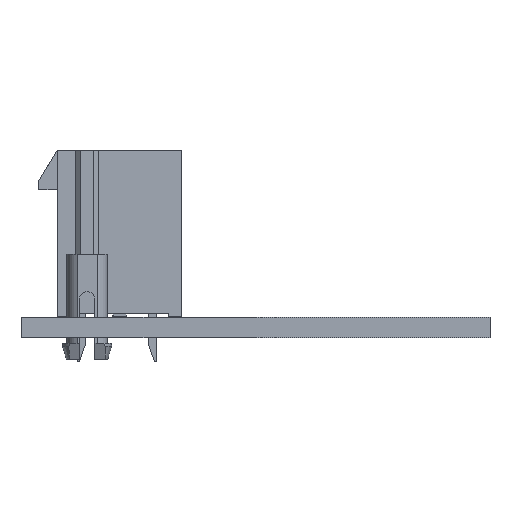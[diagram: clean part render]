
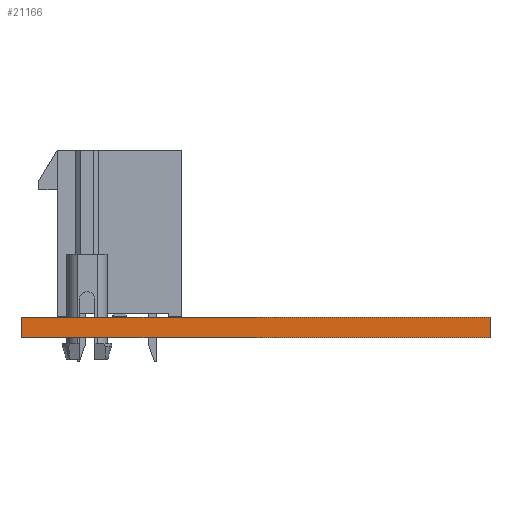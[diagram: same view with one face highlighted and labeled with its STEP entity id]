
A CAD part, front view. The second image highlights one B-rep face of the part: STEP entity #21166.
In plain terms, the highlighted planar face has unit normal (0, -1, 0).
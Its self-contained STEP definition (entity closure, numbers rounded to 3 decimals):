
#16426 = PLANE('',#16427);
#16427 = AXIS2_PLACEMENT_3D('',#16428,#16429,#16430);
#16428 = CARTESIAN_POINT('',(36.,0.,0.));
#16429 = DIRECTION('',(-1.,0.,0.));
#16430 = DIRECTION('',(0.,1.,0.));
#16454 = PLANE('',#16455);
#16455 = AXIS2_PLACEMENT_3D('',#16456,#16457,#16458);
#16456 = CARTESIAN_POINT('',(18.,25.5,1.6));
#16457 = DIRECTION('',(0.,0.,1.));
#16458 = DIRECTION('',(1.,0.,-0.));
#16482 = PLANE('',#16483);
#16483 = AXIS2_PLACEMENT_3D('',#16484,#16485,#16486);
#16484 = CARTESIAN_POINT('',(0.,51.,0.));
#16485 = DIRECTION('',(1.,0.,-0.));
#16486 = DIRECTION('',(0.,-1.,0.));
#16508 = PLANE('',#16509);
#16509 = AXIS2_PLACEMENT_3D('',#16510,#16511,#16512);
#16510 = CARTESIAN_POINT('',(18.,25.5,0.));
#16511 = DIRECTION('',(0.,0.,1.));
#16512 = DIRECTION('',(1.,0.,-0.));
#16523 = EDGE_CURVE('',#16524,#16526,#16528,.T.);
#16524 = VERTEX_POINT('',#16525);
#16525 = CARTESIAN_POINT('',(36.,-0.,0.));
#16526 = VERTEX_POINT('',#16527);
#16527 = CARTESIAN_POINT('',(36.,0.,1.6));
#16528 = SURFACE_CURVE('',#16529,(#16533,#16540),.PCURVE_S1.);
#16529 = LINE('',#16530,#16531);
#16530 = CARTESIAN_POINT('',(36.,-0.,0.));
#16531 = VECTOR('',#16532,1.);
#16532 = DIRECTION('',(0.,0.,1.));
#16533 = PCURVE('',#16426,#16534);
#16534 = DEFINITIONAL_REPRESENTATION('',(#16535),#16539);
#16535 = LINE('',#16536,#16537);
#16536 = CARTESIAN_POINT('',(0.,0.));
#16537 = VECTOR('',#16538,1.);
#16538 = DIRECTION('',(0.,-1.));
#16539 = ( GEOMETRIC_REPRESENTATION_CONTEXT(2) 
PARAMETRIC_REPRESENTATION_CONTEXT() REPRESENTATION_CONTEXT('2D SPACE',''
  ) );
#16540 = PCURVE('',#16541,#16546);
#16541 = PLANE('',#16542);
#16542 = AXIS2_PLACEMENT_3D('',#16543,#16544,#16545);
#16543 = CARTESIAN_POINT('',(0.,0.,0.));
#16544 = DIRECTION('',(0.,1.,0.));
#16545 = DIRECTION('',(1.,0.,0.));
#16546 = DEFINITIONAL_REPRESENTATION('',(#16547),#16551);
#16547 = LINE('',#16548,#16549);
#16548 = CARTESIAN_POINT('',(36.,0.));
#16549 = VECTOR('',#16550,1.);
#16550 = DIRECTION('',(0.,-1.));
#16551 = ( GEOMETRIC_REPRESENTATION_CONTEXT(2) 
PARAMETRIC_REPRESENTATION_CONTEXT() REPRESENTATION_CONTEXT('2D SPACE',''
  ) );
#16601 = VERTEX_POINT('',#16602);
#16602 = CARTESIAN_POINT('',(0.,0.,1.6));
#16623 = EDGE_CURVE('',#16624,#16601,#16626,.T.);
#16624 = VERTEX_POINT('',#16625);
#16625 = CARTESIAN_POINT('',(0.,-0.,0.));
#16626 = SURFACE_CURVE('',#16627,(#16631,#16638),.PCURVE_S1.);
#16627 = LINE('',#16628,#16629);
#16628 = CARTESIAN_POINT('',(0.,-0.,0.));
#16629 = VECTOR('',#16630,1.);
#16630 = DIRECTION('',(0.,0.,1.));
#16631 = PCURVE('',#16482,#16632);
#16632 = DEFINITIONAL_REPRESENTATION('',(#16633),#16637);
#16633 = LINE('',#16634,#16635);
#16634 = CARTESIAN_POINT('',(51.,0.));
#16635 = VECTOR('',#16636,1.);
#16636 = DIRECTION('',(0.,-1.));
#16637 = ( GEOMETRIC_REPRESENTATION_CONTEXT(2) 
PARAMETRIC_REPRESENTATION_CONTEXT() REPRESENTATION_CONTEXT('2D SPACE',''
  ) );
#16638 = PCURVE('',#16541,#16639);
#16639 = DEFINITIONAL_REPRESENTATION('',(#16640),#16644);
#16640 = LINE('',#16641,#16642);
#16641 = CARTESIAN_POINT('',(0.,0.));
#16642 = VECTOR('',#16643,1.);
#16643 = DIRECTION('',(0.,-1.));
#16644 = ( GEOMETRIC_REPRESENTATION_CONTEXT(2) 
PARAMETRIC_REPRESENTATION_CONTEXT() REPRESENTATION_CONTEXT('2D SPACE',''
  ) );
#16672 = EDGE_CURVE('',#16624,#16524,#16673,.T.);
#16673 = SURFACE_CURVE('',#16674,(#16678,#16685),.PCURVE_S1.);
#16674 = LINE('',#16675,#16676);
#16675 = CARTESIAN_POINT('',(0.,-0.,0.));
#16676 = VECTOR('',#16677,1.);
#16677 = DIRECTION('',(1.,0.,0.));
#16678 = PCURVE('',#16508,#16679);
#16679 = DEFINITIONAL_REPRESENTATION('',(#16680),#16684);
#16680 = LINE('',#16681,#16682);
#16681 = CARTESIAN_POINT('',(-18.,-25.5));
#16682 = VECTOR('',#16683,1.);
#16683 = DIRECTION('',(1.,0.));
#16684 = ( GEOMETRIC_REPRESENTATION_CONTEXT(2) 
PARAMETRIC_REPRESENTATION_CONTEXT() REPRESENTATION_CONTEXT('2D SPACE',''
  ) );
#16685 = PCURVE('',#16541,#16686);
#16686 = DEFINITIONAL_REPRESENTATION('',(#16687),#16691);
#16687 = LINE('',#16688,#16689);
#16688 = CARTESIAN_POINT('',(0.,0.));
#16689 = VECTOR('',#16690,1.);
#16690 = DIRECTION('',(1.,0.));
#16691 = ( GEOMETRIC_REPRESENTATION_CONTEXT(2) 
PARAMETRIC_REPRESENTATION_CONTEXT() REPRESENTATION_CONTEXT('2D SPACE',''
  ) );
#19117 = EDGE_CURVE('',#16601,#16526,#19118,.T.);
#19118 = SURFACE_CURVE('',#19119,(#19123,#19130),.PCURVE_S1.);
#19119 = LINE('',#19120,#19121);
#19120 = CARTESIAN_POINT('',(0.,0.,1.6));
#19121 = VECTOR('',#19122,1.);
#19122 = DIRECTION('',(1.,0.,0.));
#19123 = PCURVE('',#16454,#19124);
#19124 = DEFINITIONAL_REPRESENTATION('',(#19125),#19129);
#19125 = LINE('',#19126,#19127);
#19126 = CARTESIAN_POINT('',(-18.,-25.5));
#19127 = VECTOR('',#19128,1.);
#19128 = DIRECTION('',(1.,0.));
#19129 = ( GEOMETRIC_REPRESENTATION_CONTEXT(2) 
PARAMETRIC_REPRESENTATION_CONTEXT() REPRESENTATION_CONTEXT('2D SPACE',''
  ) );
#19130 = PCURVE('',#16541,#19131);
#19131 = DEFINITIONAL_REPRESENTATION('',(#19132),#19136);
#19132 = LINE('',#19133,#19134);
#19133 = CARTESIAN_POINT('',(0.,-1.6));
#19134 = VECTOR('',#19135,1.);
#19135 = DIRECTION('',(1.,0.));
#19136 = ( GEOMETRIC_REPRESENTATION_CONTEXT(2) 
PARAMETRIC_REPRESENTATION_CONTEXT() REPRESENTATION_CONTEXT('2D SPACE',''
  ) );
#21166 = ADVANCED_FACE('',(#21167),#16541,.F.);
#21167 = FACE_BOUND('',#21168,.F.);
#21168 = EDGE_LOOP('',(#21169,#21170,#21171,#21172));
#21169 = ORIENTED_EDGE('',*,*,#16623,.T.);
#21170 = ORIENTED_EDGE('',*,*,#19117,.T.);
#21171 = ORIENTED_EDGE('',*,*,#16523,.F.);
#21172 = ORIENTED_EDGE('',*,*,#16672,.F.);
